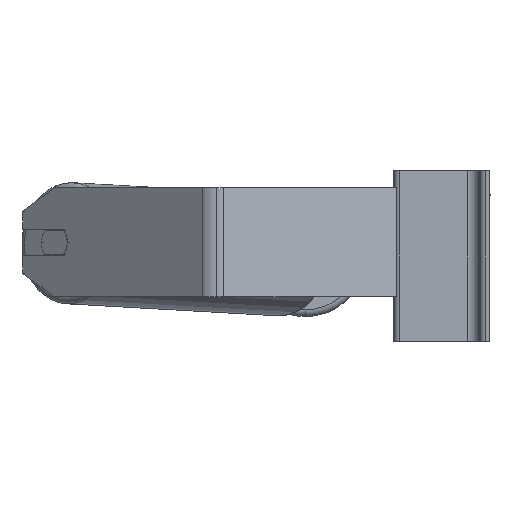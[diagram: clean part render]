
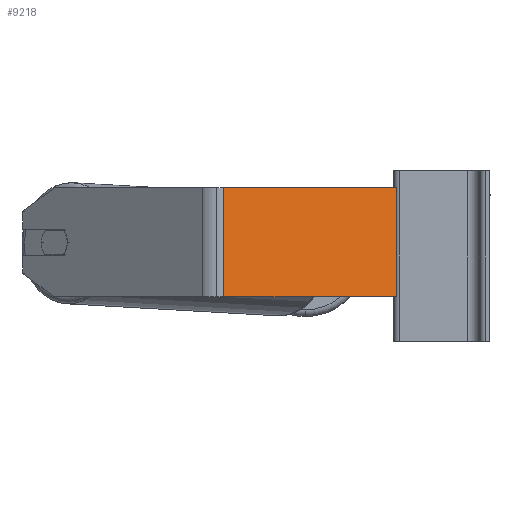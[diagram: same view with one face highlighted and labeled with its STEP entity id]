
A CAD part, left-side view. The second image highlights one B-rep face of the part: STEP entity #9218.
In plain terms, the highlighted planar face has unit normal (-0.94, -0.342, 0).
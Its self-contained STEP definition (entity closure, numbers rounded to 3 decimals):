
#386 = CARTESIAN_POINT ( 'NONE',  ( -412.518, 15.948, 50. ) ) ;
#546 = LINE ( 'NONE', #386, #2908 ) ;
#877 = VECTOR ( 'NONE', #6153, 1000. ) ;
#1056 = FACE_OUTER_BOUND ( 'NONE', #9746, .T. ) ;
#1619 = LINE ( 'NONE', #4296, #1997 ) ;
#1997 = VECTOR ( 'NONE', #3303, 1000. ) ;
#2796 = PLANE ( 'NONE',  #7535 ) ;
#2908 = VECTOR ( 'NONE', #9964, 1000. ) ;
#2916 = DIRECTION ( 'NONE',  ( 0.94, 0.342, 0. ) ) ;
#3189 = CARTESIAN_POINT ( 'NONE',  ( -458.673, 142.76, 50. ) ) ;
#3303 = DIRECTION ( 'NONE',  ( 0.342, -0.94, 0. ) ) ;
#3741 = VERTEX_POINT ( 'NONE', #7019 ) ;
#3763 = CARTESIAN_POINT ( 'NONE',  ( -461.833, 151.441, -30. ) ) ;
#4129 = VECTOR ( 'NONE', #9918, 1000. ) ;
#4222 = VERTEX_POINT ( 'NONE', #7947 ) ;
#4296 = CARTESIAN_POINT ( 'NONE',  ( -461.833, 151.441, 50. ) ) ;
#4527 = DIRECTION ( 'NONE',  ( -0.342, 0.94, 0. ) ) ;
#5038 = ORIENTED_EDGE ( 'NONE', *, *, #9566, .F. ) ;
#5468 = LINE ( 'NONE', #3189, #4129 ) ;
#6153 = DIRECTION ( 'NONE',  ( 0.342, -0.94, 0. ) ) ;
#6957 = VERTEX_POINT ( 'NONE', #8663 ) ;
#7019 = CARTESIAN_POINT ( 'NONE',  ( -412.518, 15.948, 50. ) ) ;
#7056 = EDGE_CURVE ( 'NONE', #4222, #6957, #8057, .T. ) ;
#7535 = AXIS2_PLACEMENT_3D ( 'NONE', #10547, #2916, #4527 ) ;
#7947 = CARTESIAN_POINT ( 'NONE',  ( -458.673, 142.76, -30. ) ) ;
#8057 = LINE ( 'NONE', #3763, #877 ) ;
#8132 = EDGE_CURVE ( 'NONE', #9481, #4222, #5468, .T. ) ;
#8568 = ORIENTED_EDGE ( 'NONE', *, *, #9884, .F. ) ;
#8663 = CARTESIAN_POINT ( 'NONE',  ( -412.518, 15.948, -30. ) ) ;
#8931 = CARTESIAN_POINT ( 'NONE',  ( -458.673, 142.76, 50. ) ) ;
#9218 = ADVANCED_FACE ( 'NONE', ( #1056 ), #2796, .F. ) ;
#9481 = VERTEX_POINT ( 'NONE', #8931 ) ;
#9566 = EDGE_CURVE ( 'NONE', #9481, #3741, #1619, .T. ) ;
#9641 = ORIENTED_EDGE ( 'NONE', *, *, #8132, .T. ) ;
#9677 = ORIENTED_EDGE ( 'NONE', *, *, #7056, .T. ) ;
#9746 = EDGE_LOOP ( 'NONE', ( #9677, #8568, #5038, #9641 ) ) ;
#9884 = EDGE_CURVE ( 'NONE', #3741, #6957, #546, .T. ) ;
#9918 = DIRECTION ( 'NONE',  ( 0., 0., -1. ) ) ;
#9964 = DIRECTION ( 'NONE',  ( 0., 0., -1. ) ) ;
#10547 = CARTESIAN_POINT ( 'NONE',  ( -461.833, 151.441, 50. ) ) ;
